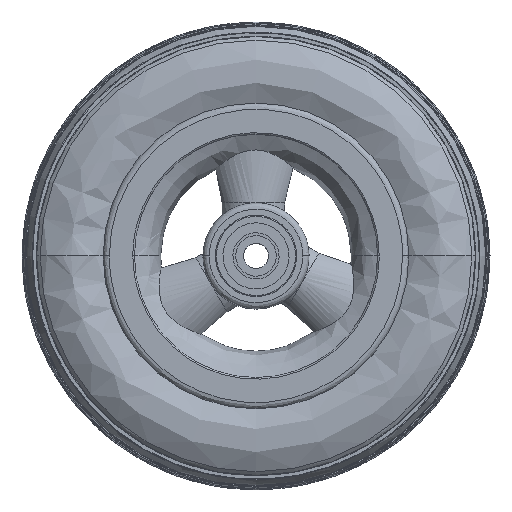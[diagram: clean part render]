
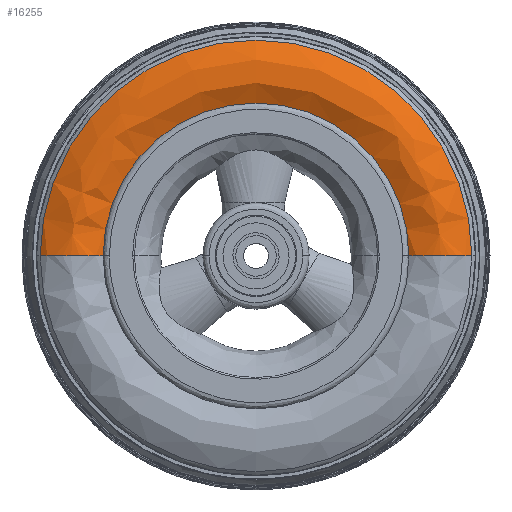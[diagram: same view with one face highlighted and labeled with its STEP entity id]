
A CAD part, top view. The second image highlights one B-rep face of the part: STEP entity #16255.
In plain terms, the highlighted free-form (B-spline) face has degree [3, 3] with [4, 4] control points.
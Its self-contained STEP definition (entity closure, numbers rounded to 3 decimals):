
#252 = CIRCLE ( 'NONE', #8361, 49. ) ;
#929 = ORIENTED_EDGE ( 'NONE', *, *, #5865, .T. ) ;
#970 = ORIENTED_EDGE ( 'NONE', *, *, #7804, .T. ) ;
#1038 = CARTESIAN_POINT ( 'NONE',  ( -69.169, 24.815, 12.5 ) ) ;
#1170 = CARTESIAN_POINT ( 'NONE',  ( -58.567, 24.815, -0.143 ) ) ;
#1557 = DIRECTION ( 'NONE',  ( 0., -1., 0. ) ) ;
#1670 = CARTESIAN_POINT ( 'NONE',  ( -63.179, 24.815, 17.522 ) ) ;
#2060 = AXIS2_PLACEMENT_3D ( 'NONE', #1170, #13069, #6833 ) ;
#2577 = FACE_OUTER_BOUND ( 'NONE', #6089, .T. ) ;
#2670 = EDGE_CURVE ( 'NONE', #18776, #18674, #6410, .T. ) ;
#3015 = CARTESIAN_POINT ( 'NONE',  ( 69.169, 24.815, 12.5 ) ) ;
#3086 = CARTESIAN_POINT ( 'NONE',  ( 63.179, 151.173, 17.522 ) ) ;
#4059 = CARTESIAN_POINT ( 'NONE',  ( 0., 24.815, 12.5 ) ) ;
#4524 = CARTESIAN_POINT ( 'NONE',  ( -55.369, 135.553, 17.832 ) ) ;
#4585 = CARTESIAN_POINT ( 'NONE',  ( 49., 24.815, 13.3 ) ) ;
#4647 = CARTESIAN_POINT ( 'NONE',  ( 49., 122.815, 13.3 ) ) ;
#4676 = EDGE_CURVE ( 'NONE', #18776, #6309, #17047, .T. ) ;
#5015 = CIRCLE ( 'NONE', #2060, 16.5 ) ;
#5440 = DIRECTION ( 'NONE',  ( 0., 0., 1. ) ) ;
#5865 = EDGE_CURVE ( 'NONE', #9600, #18674, #252, .T. ) ;
#5903 = CARTESIAN_POINT ( 'NONE',  ( 58.567, 24.815, -0.143 ) ) ;
#6089 = EDGE_LOOP ( 'NONE', ( #14255, #16250, #970, #929 ) ) ;
#6309 = VERTEX_POINT ( 'NONE', #1038 ) ;
#6410 = CIRCLE ( 'NONE', #15501, 16.5 ) ;
#6415 = CARTESIAN_POINT ( 'NONE',  ( 69.169, 24.815, 12.5 ) ) ;
#6833 = DIRECTION ( 'NONE',  ( -1., 0., 0. ) ) ;
#6995 =( BOUNDED_SURFACE ( )  B_SPLINE_SURFACE ( 3, 3, ( 
 ( #10654, #10458, #7452, #3015 ),
 ( #1670, #7591, #3086, #8963 ),
 ( #16335, #4524, #13525, #14978 ),
 ( #13594, #13378, #4647, #4585 ) ),
 .UNSPECIFIED., .F., .F., .F. ) 
 B_SPLINE_SURFACE_WITH_KNOTS ( ( 4, 4 ),
 ( 4, 4 ),
 ( 0., 1. ),
 ( 0., 1. ),
 .UNSPECIFIED. ) 
 GEOMETRIC_REPRESENTATION_ITEM ( )  RATIONAL_B_SPLINE_SURFACE ( (
 ( 1., 0.333, 0.333, 1.),
 ( 0.861, 0.287, 0.287, 0.861),
 ( 0.861, 0.287, 0.287, 0.861),
 ( 1., 0.333, 0.333, 1.) ) ) 
 REPRESENTATION_ITEM ( '' )  SURFACE ( )  );
#7452 = CARTESIAN_POINT ( 'NONE',  ( 69.169, 163.153, 12.5 ) ) ;
#7591 = CARTESIAN_POINT ( 'NONE',  ( -63.179, 151.173, 17.522 ) ) ;
#7804 = EDGE_CURVE ( 'NONE', #6309, #9600, #5015, .T. ) ;
#8361 = AXIS2_PLACEMENT_3D ( 'NONE', #17098, #11397, #10907 ) ;
#8963 = CARTESIAN_POINT ( 'NONE',  ( 63.179, 24.815, 17.522 ) ) ;
#9600 = VERTEX_POINT ( 'NONE', #14130 ) ;
#10458 = CARTESIAN_POINT ( 'NONE',  ( -69.169, 163.153, 12.5 ) ) ;
#10654 = CARTESIAN_POINT ( 'NONE',  ( -69.169, 24.815, 12.5 ) ) ;
#10907 = DIRECTION ( 'NONE',  ( -1., 0., 0. ) ) ;
#11397 = DIRECTION ( 'NONE',  ( 0., 0., -1. ) ) ;
#13069 = DIRECTION ( 'NONE',  ( 0., 1., 0. ) ) ;
#13378 = CARTESIAN_POINT ( 'NONE',  ( -49., 122.815, 13.3 ) ) ;
#13462 = CARTESIAN_POINT ( 'NONE',  ( 49., 24.815, 13.3 ) ) ;
#13525 = CARTESIAN_POINT ( 'NONE',  ( 55.369, 135.553, 17.832 ) ) ;
#13594 = CARTESIAN_POINT ( 'NONE',  ( -49., 24.815, 13.3 ) ) ;
#14130 = CARTESIAN_POINT ( 'NONE',  ( -49., 24.815, 13.3 ) ) ;
#14255 = ORIENTED_EDGE ( 'NONE', *, *, #2670, .F. ) ;
#14505 = DIRECTION ( 'NONE',  ( -1., 0., 0. ) ) ;
#14969 = AXIS2_PLACEMENT_3D ( 'NONE', #4059, #5440, #14505 ) ;
#14978 = CARTESIAN_POINT ( 'NONE',  ( 55.369, 24.815, 17.832 ) ) ;
#15501 = AXIS2_PLACEMENT_3D ( 'NONE', #5903, #1557, #19122 ) ;
#16250 = ORIENTED_EDGE ( 'NONE', *, *, #4676, .T. ) ;
#16255 = ADVANCED_FACE ( 'NONE', ( #2577 ), #6995, .T. ) ;
#16335 = CARTESIAN_POINT ( 'NONE',  ( -55.369, 24.815, 17.832 ) ) ;
#17047 = CIRCLE ( 'NONE', #14969, 69.169 ) ;
#17098 = CARTESIAN_POINT ( 'NONE',  ( 0., 24.815, 13.3 ) ) ;
#18674 = VERTEX_POINT ( 'NONE', #13462 ) ;
#18776 = VERTEX_POINT ( 'NONE', #6415 ) ;
#19122 = DIRECTION ( 'NONE',  ( 1., 0., 0. ) ) ;
